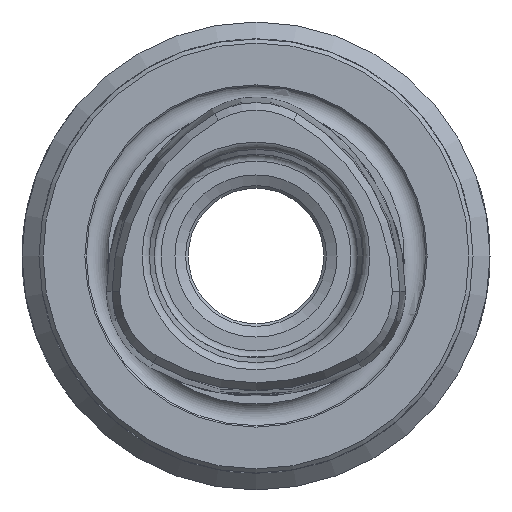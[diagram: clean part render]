
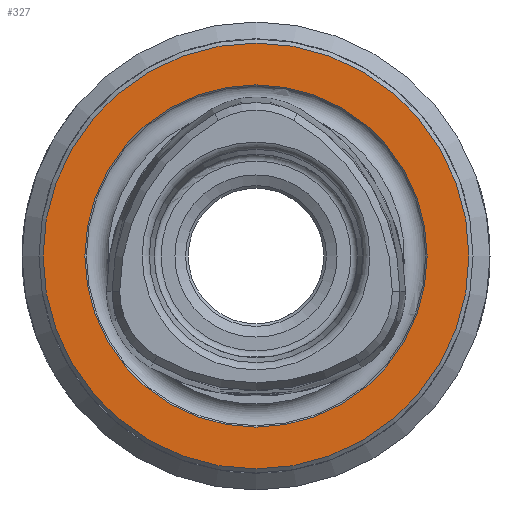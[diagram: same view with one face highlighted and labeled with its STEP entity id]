
A CAD part, left-side view. The second image highlights one B-rep face of the part: STEP entity #327.
In plain terms, the highlighted planar face has unit normal (-1, 0, 0).
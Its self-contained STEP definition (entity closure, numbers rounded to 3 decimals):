
#327 = ADVANCED_FACE( '', ( #696, #697 ), #698, .T. );
#696 = FACE_OUTER_BOUND( '', #1060, .T. );
#697 = FACE_BOUND( '', #1061, .T. );
#698 = PLANE( '', #1062 );
#1060 = EDGE_LOOP( '', ( #1872 ) );
#1061 = EDGE_LOOP( '', ( #1873 ) );
#1062 = AXIS2_PLACEMENT_3D( '', #1874, #1875, #1876 );
#1872 = ORIENTED_EDGE( '', *, *, #2126, .T. );
#1873 = ORIENTED_EDGE( '', *, *, #2164, .F. );
#1874 = CARTESIAN_POINT( '', ( 0., 0., 12.25 ) );
#1875 = DIRECTION( '', ( -1., 0., 0. ) );
#1876 = DIRECTION( '', ( 0., 0., 1. ) );
#2126 = EDGE_CURVE( '', #2557, #2557, #2558, .T. );
#2164 = EDGE_CURVE( '', #2607, #2607, #2608, .T. );
#2557 = VERTEX_POINT( '', #3584 );
#2558 = CIRCLE( '', #3585, 15.7 );
#2607 = VERTEX_POINT( '', #3756 );
#2608 = CIRCLE( '', #3757, 12.614 );
#3584 = CARTESIAN_POINT( '', ( 0., 0., 15.7 ) );
#3585 = AXIS2_PLACEMENT_3D( '', #4086, #4087, #4088 );
#3756 = CARTESIAN_POINT( '', ( 0., 0., 12.614 ) );
#3757 = AXIS2_PLACEMENT_3D( '', #4120, #4121, #4122 );
#4086 = CARTESIAN_POINT( '', ( 0., 0., 0. ) );
#4087 = DIRECTION( '', ( -1., 0., 0. ) );
#4088 = DIRECTION( '', ( 0., 0., 1. ) );
#4120 = CARTESIAN_POINT( '', ( 0., 0., 0. ) );
#4121 = DIRECTION( '', ( -1., 0., 0. ) );
#4122 = DIRECTION( '', ( 0., 0., 1. ) );
